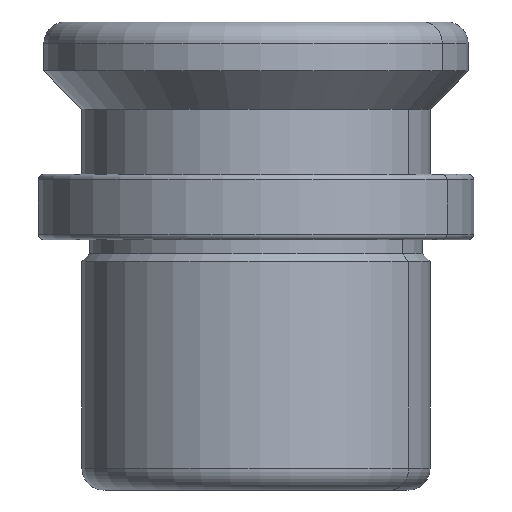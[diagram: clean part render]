
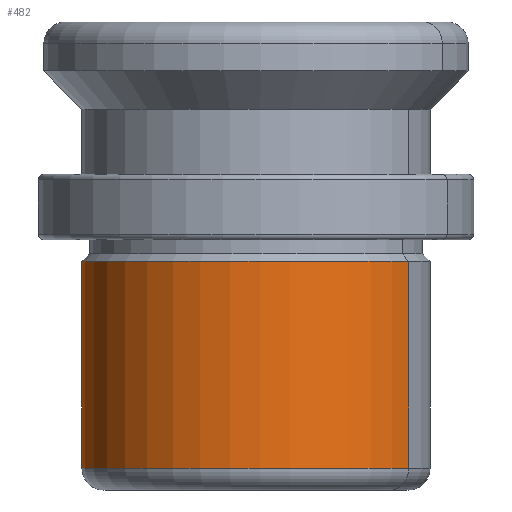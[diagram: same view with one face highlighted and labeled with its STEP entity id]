
A CAD part, front view. The second image highlights one B-rep face of the part: STEP entity #482.
In plain terms, the highlighted cylindrical face has radius 16 mm (diameter 32 mm), a partial arc.
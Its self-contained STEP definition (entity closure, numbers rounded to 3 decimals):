
#149=CARTESIAN_POINT('Vertex',(-14.041,7.671,-2.)) ;
#151=CARTESIAN_POINT('Vertex',(14.041,-7.671,-2.)) ;
#180=CARTESIAN_POINT('Axis2P3D Location',(0.,0.,-2.)) ;
#240=CARTESIAN_POINT('Axis2P3D Location',(0.,0.,-1.5)) ;
#445=CARTESIAN_POINT('Line Origine',(-14.041,7.671,-5.5)) ;
#449=CARTESIAN_POINT('Vertex',(-14.041,7.671,-21.)) ;
#452=CARTESIAN_POINT('Line Origine',(14.041,-7.671,-5.5)) ;
#456=CARTESIAN_POINT('Vertex',(14.041,-7.671,-21.)) ;
#471=CARTESIAN_POINT('Axis2P3D Location',(0.,0.,-21.)) ;
#181=DIRECTION('Axis2P3D Direction',(0.,0.,-1.)) ;
#241=DIRECTION('Axis2P3D Direction',(0.,0.,-1.)) ;
#242=DIRECTION('Axis2P3D XDirection',(-0.878,0.479,-0.)) ;
#446=DIRECTION('Vector Direction',(0.,0.,-1.)) ;
#453=DIRECTION('Vector Direction',(0.,0.,-1.)) ;
#472=DIRECTION('Axis2P3D Direction',(0.,0.,-1.)) ;
#182=AXIS2_PLACEMENT_3D('Circle Axis2P3D',#180,#181,$) ;
#243=AXIS2_PLACEMENT_3D('Cylinder Axis2P3D',#240,#241,#242) ;
#473=AXIS2_PLACEMENT_3D('Circle Axis2P3D',#471,#472,$) ;
#477=ORIENTED_EDGE('',*,*,#458,.T.) ;
#478=ORIENTED_EDGE('',*,*,#184,.T.) ;
#479=ORIENTED_EDGE('',*,*,#451,.F.) ;
#480=ORIENTED_EDGE('',*,*,#475,.F.) ;
#447=VECTOR('Line Direction',#446,1.) ;
#454=VECTOR('Line Direction',#453,1.) ;
#482=ADVANCED_FACE('PartBody',(#481),#244,.T.) ;
#183=CIRCLE('generated circle',#182,16.) ;
#474=CIRCLE('generated circle',#473,16.) ;
#244=CYLINDRICAL_SURFACE('generated cylinder',#243,16.) ;
#184=EDGE_CURVE('',#152,#150,#183,.T.) ;
#451=EDGE_CURVE('',#450,#150,#448,.F.) ;
#458=EDGE_CURVE('',#457,#152,#455,.F.) ;
#475=EDGE_CURVE('',#457,#450,#474,.T.) ;
#476=EDGE_LOOP('',(#477,#478,#479,#480)) ;
#481=FACE_OUTER_BOUND('',#476,.T.) ;
#448=LINE('Line',#445,#447) ;
#455=LINE('Line',#452,#454) ;
#150=VERTEX_POINT('',#149) ;
#152=VERTEX_POINT('',#151) ;
#450=VERTEX_POINT('',#449) ;
#457=VERTEX_POINT('',#456) ;
